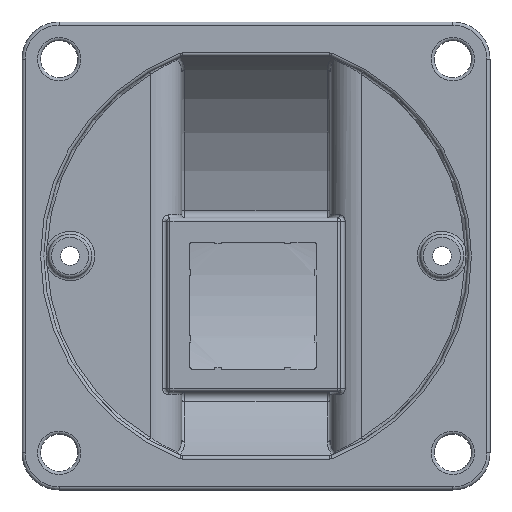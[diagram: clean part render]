
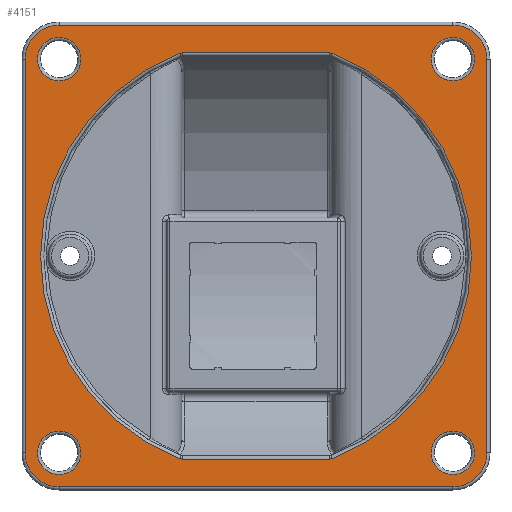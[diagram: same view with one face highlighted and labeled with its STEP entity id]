
A CAD part, front view. The second image highlights one B-rep face of the part: STEP entity #4151.
In plain terms, the highlighted planar face has unit normal (0, -1, 0).
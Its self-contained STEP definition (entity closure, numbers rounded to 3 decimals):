
#3936=CARTESIAN_POINT('',(70.5,0.0,63.5));
#3937=VERTEX_POINT('',#3936);
#3938=CARTESIAN_POINT('',(63.5,0.0,63.5));
#3939=DIRECTION('',(0.0,-1.0,0.0));
#3940=DIRECTION('',(-1.0,0.0,0.0));
#3941=AXIS2_PLACEMENT_3D('',#3938,#3939,#3940);
#3942=CIRCLE('',#3941,7.);
#3943=EDGE_CURVE('',#3937,#3937,#3942,.T.);
#3968=CARTESIAN_POINT('',(0.0,0.0,0.0));
#3969=DIRECTION('',(0.0,1.0,0.0));
#3970=DIRECTION('',(0.0,0.0,1.0));
#3971=AXIS2_PLACEMENT_3D('',#3968,#3969,#3970);
#3972=PLANE('',#3971);
#3973=CARTESIAN_POINT('',(74.5,0.0,-63.5));
#3974=VERTEX_POINT('',#3973);
#3975=CARTESIAN_POINT('',(63.5,0.0,-74.5));
#3976=VERTEX_POINT('',#3975);
#3977=CARTESIAN_POINT('',(63.5,0.0,-63.5));
#3978=DIRECTION('',(0.0,1.0,0.0));
#3979=DIRECTION('',(0.707,0.0,-0.707));
#3980=AXIS2_PLACEMENT_3D('',#3977,#3978,#3979);
#3981=CIRCLE('',#3980,11.0);
#3982=EDGE_CURVE('',#3974,#3976,#3981,.T.);
#3983=ORIENTED_EDGE('',*,*,#3982,.F.);
#3984=CARTESIAN_POINT('',(74.5,0.0,63.5));
#3985=VERTEX_POINT('',#3984);
#3986=CARTESIAN_POINT('',(74.5,0.0,63.5));
#3987=DIRECTION('',(0.0,0.0,-1.0));
#3988=VECTOR('',#3987,127.);
#3989=LINE('',#3986,#3988);
#3990=EDGE_CURVE('',#3985,#3974,#3989,.T.);
#3991=ORIENTED_EDGE('',*,*,#3990,.F.);
#3992=CARTESIAN_POINT('',(63.5,0.0,74.5));
#3993=VERTEX_POINT('',#3992);
#3994=CARTESIAN_POINT('',(63.5,0.0,63.5));
#3995=DIRECTION('',(0.0,1.0,0.0));
#3996=DIRECTION('',(0.707,0.0,0.707));
#3997=AXIS2_PLACEMENT_3D('',#3994,#3995,#3996);
#3998=CIRCLE('',#3997,11.0);
#3999=EDGE_CURVE('',#3993,#3985,#3998,.T.);
#4000=ORIENTED_EDGE('',*,*,#3999,.F.);
#4001=CARTESIAN_POINT('',(-63.5,0.0,74.5));
#4002=VERTEX_POINT('',#4001);
#4003=CARTESIAN_POINT('',(-63.5,0.0,74.5));
#4004=DIRECTION('',(1.0,0.0,0.0));
#4005=VECTOR('',#4004,127.);
#4006=LINE('',#4003,#4005);
#4007=EDGE_CURVE('',#4002,#3993,#4006,.T.);
#4008=ORIENTED_EDGE('',*,*,#4007,.F.);
#4009=CARTESIAN_POINT('',(-74.5,0.0,63.5));
#4010=VERTEX_POINT('',#4009);
#4011=CARTESIAN_POINT('',(-63.5,0.0,63.5));
#4012=DIRECTION('',(0.0,1.0,0.0));
#4013=DIRECTION('',(-0.707,0.0,0.707));
#4014=AXIS2_PLACEMENT_3D('',#4011,#4012,#4013);
#4015=CIRCLE('',#4014,11.0);
#4016=EDGE_CURVE('',#4010,#4002,#4015,.T.);
#4017=ORIENTED_EDGE('',*,*,#4016,.F.);
#4018=CARTESIAN_POINT('',(-74.5,0.0,-63.5));
#4019=VERTEX_POINT('',#4018);
#4020=CARTESIAN_POINT('',(-74.5,0.0,-63.5));
#4021=DIRECTION('',(0.0,0.0,1.0));
#4022=VECTOR('',#4021,127.);
#4023=LINE('',#4020,#4022);
#4024=EDGE_CURVE('',#4019,#4010,#4023,.T.);
#4025=ORIENTED_EDGE('',*,*,#4024,.F.);
#4026=CARTESIAN_POINT('',(-63.5,0.0,-74.5));
#4027=VERTEX_POINT('',#4026);
#4028=CARTESIAN_POINT('',(-63.5,0.0,-63.5));
#4029=DIRECTION('',(0.0,1.0,0.0));
#4030=DIRECTION('',(-0.707,0.0,-0.707));
#4031=AXIS2_PLACEMENT_3D('',#4028,#4029,#4030);
#4032=CIRCLE('',#4031,11.0);
#4033=EDGE_CURVE('',#4027,#4019,#4032,.T.);
#4034=ORIENTED_EDGE('',*,*,#4033,.F.);
#4035=CARTESIAN_POINT('',(63.5,0.0,-74.5));
#4036=DIRECTION('',(-1.0,0.0,0.0));
#4037=VECTOR('',#4036,127.);
#4038=LINE('',#4035,#4037);
#4039=EDGE_CURVE('',#3976,#4027,#4038,.T.);
#4040=ORIENTED_EDGE('',*,*,#4039,.F.);
#4041=EDGE_LOOP('',(#3983,#3991,#4000,#4008,#4017,#4025,#4034,#4040));
#4042=FACE_OUTER_BOUND('',#4041,.T.);
#4043=CARTESIAN_POINT('',(-56.5,0.0,63.5));
#4044=VERTEX_POINT('',#4043);
#4045=CARTESIAN_POINT('',(-63.5,0.0,63.5));
#4046=DIRECTION('',(0.0,-1.0,0.0));
#4047=DIRECTION('',(-1.0,0.0,0.0));
#4048=AXIS2_PLACEMENT_3D('',#4045,#4046,#4047);
#4049=CIRCLE('',#4048,7.);
#4050=EDGE_CURVE('',#4044,#4044,#4049,.T.);
#4051=ORIENTED_EDGE('',*,*,#4050,.F.);
#4052=EDGE_LOOP('',(#4051));
#4053=FACE_BOUND('',#4052,.T.);
#4054=CARTESIAN_POINT('',(70.5,0.0,-63.5));
#4055=VERTEX_POINT('',#4054);
#4056=CARTESIAN_POINT('',(63.5,0.0,-63.5));
#4057=DIRECTION('',(0.0,-1.0,0.0));
#4058=DIRECTION('',(-1.0,0.0,0.0));
#4059=AXIS2_PLACEMENT_3D('',#4056,#4057,#4058);
#4060=CIRCLE('',#4059,7.);
#4061=EDGE_CURVE('',#4055,#4055,#4060,.T.);
#4062=ORIENTED_EDGE('',*,*,#4061,.F.);
#4063=EDGE_LOOP('',(#4062));
#4064=FACE_BOUND('',#4063,.T.);
#4065=CARTESIAN_POINT('',(23.816,0.0,-65.5));
#4066=VERTEX_POINT('',#4065);
#4067=CARTESIAN_POINT('',(24.531,0.0,-65.368));
#4068=VERTEX_POINT('',#4067);
#4069=CARTESIAN_POINT('',(23.816,0.0,-63.5));
#4070=DIRECTION('',(0.0,-1.0,0.0));
#4071=DIRECTION('',(0.182,0.0,-0.983));
#4072=AXIS2_PLACEMENT_3D('',#4069,#4070,#4071);
#4073=CIRCLE('',#4072,2.);
#4074=EDGE_CURVE('',#4066,#4068,#4073,.T.);
#4075=ORIENTED_EDGE('',*,*,#4074,.F.);
#4076=CARTESIAN_POINT('',(-23.816,0.0,-65.5));
#4077=VERTEX_POINT('',#4076);
#4078=CARTESIAN_POINT('',(-23.816,0.0,-65.5));
#4079=DIRECTION('',(1.0,0.0,0.0));
#4080=VECTOR('',#4079,47.632);
#4081=LINE('',#4078,#4080);
#4082=EDGE_CURVE('',#4077,#4066,#4081,.T.);
#4083=ORIENTED_EDGE('',*,*,#4082,.F.);
#4084=CARTESIAN_POINT('',(-24.531,0.0,-65.368));
#4085=VERTEX_POINT('',#4084);
#4086=CARTESIAN_POINT('',(-23.816,0.0,-63.5));
#4087=DIRECTION('',(0.0,-1.0,0.0));
#4088=DIRECTION('',(-0.182,0.0,-0.983));
#4089=AXIS2_PLACEMENT_3D('',#4086,#4087,#4088);
#4090=CIRCLE('',#4089,2.);
#4091=EDGE_CURVE('',#4085,#4077,#4090,.T.);
#4092=ORIENTED_EDGE('',*,*,#4091,.F.);
#4093=CARTESIAN_POINT('',(-24.531,0.0,65.368));
#4094=VERTEX_POINT('',#4093);
#4095=CARTESIAN_POINT('',(0.494,0.0,0.));
#4096=DIRECTION('',(0.0,-1.0,0.0));
#4097=DIRECTION('',(-1.0,0.0,0.0));
#4098=AXIS2_PLACEMENT_3D('',#4095,#4096,#4097);
#4099=CIRCLE('',#4098,69.994);
#4100=EDGE_CURVE('',#4094,#4085,#4099,.T.);
#4101=ORIENTED_EDGE('',*,*,#4100,.F.);
#4102=CARTESIAN_POINT('',(-23.816,0.0,65.5));
#4103=VERTEX_POINT('',#4102);
#4104=CARTESIAN_POINT('',(-23.816,0.0,63.5));
#4105=DIRECTION('',(0.0,-1.0,0.0));
#4106=DIRECTION('',(-0.182,0.0,0.983));
#4107=AXIS2_PLACEMENT_3D('',#4104,#4105,#4106);
#4108=CIRCLE('',#4107,2.);
#4109=EDGE_CURVE('',#4103,#4094,#4108,.T.);
#4110=ORIENTED_EDGE('',*,*,#4109,.F.);
#4111=CARTESIAN_POINT('',(23.816,0.0,65.5));
#4112=VERTEX_POINT('',#4111);
#4113=CARTESIAN_POINT('',(23.816,0.0,65.5));
#4114=DIRECTION('',(-1.0,0.0,0.0));
#4115=VECTOR('',#4114,47.632);
#4116=LINE('',#4113,#4115);
#4117=EDGE_CURVE('',#4112,#4103,#4116,.T.);
#4118=ORIENTED_EDGE('',*,*,#4117,.F.);
#4119=CARTESIAN_POINT('',(24.531,0.0,65.368));
#4120=VERTEX_POINT('',#4119);
#4121=CARTESIAN_POINT('',(23.816,0.0,63.5));
#4122=DIRECTION('',(0.0,-1.0,0.0));
#4123=DIRECTION('',(0.182,0.0,0.983));
#4124=AXIS2_PLACEMENT_3D('',#4121,#4122,#4123);
#4125=CIRCLE('',#4124,2.);
#4126=EDGE_CURVE('',#4120,#4112,#4125,.T.);
#4127=ORIENTED_EDGE('',*,*,#4126,.F.);
#4128=CARTESIAN_POINT('',(-0.494,0.0,0.0));
#4129=DIRECTION('',(0.0,-1.0,0.0));
#4130=DIRECTION('',(1.0,0.0,0.0));
#4131=AXIS2_PLACEMENT_3D('',#4128,#4129,#4130);
#4132=CIRCLE('',#4131,69.994);
#4133=EDGE_CURVE('',#4068,#4120,#4132,.T.);
#4134=ORIENTED_EDGE('',*,*,#4133,.F.);
#4135=EDGE_LOOP('',(#4075,#4083,#4092,#4101,#4110,#4118,#4127,#4134));
#4136=FACE_BOUND('',#4135,.T.);
#4137=CARTESIAN_POINT('',(-56.5,0.0,-63.5));
#4138=VERTEX_POINT('',#4137);
#4139=CARTESIAN_POINT('',(-63.5,0.0,-63.5));
#4140=DIRECTION('',(0.0,-1.0,0.0));
#4141=DIRECTION('',(-1.0,0.0,0.0));
#4142=AXIS2_PLACEMENT_3D('',#4139,#4140,#4141);
#4143=CIRCLE('',#4142,7.);
#4144=EDGE_CURVE('',#4138,#4138,#4143,.T.);
#4145=ORIENTED_EDGE('',*,*,#4144,.F.);
#4146=EDGE_LOOP('',(#4145));
#4147=FACE_BOUND('',#4146,.T.);
#4148=ORIENTED_EDGE('',*,*,#3943,.F.);
#4149=EDGE_LOOP('',(#4148));
#4150=FACE_BOUND('',#4149,.T.);
#4151=ADVANCED_FACE('',(#4042,#4053,#4064,#4136,#4147,#4150),#3972,.F.);
